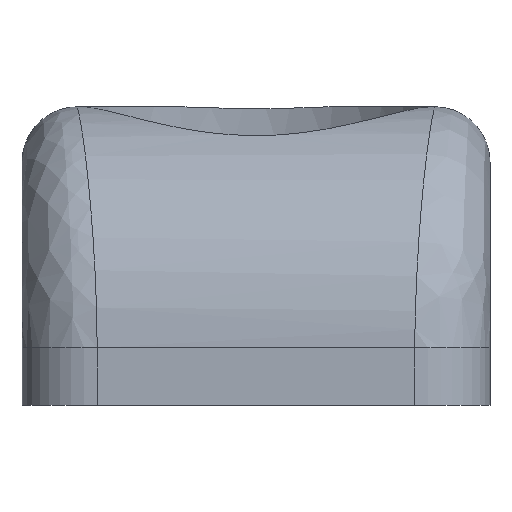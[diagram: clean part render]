
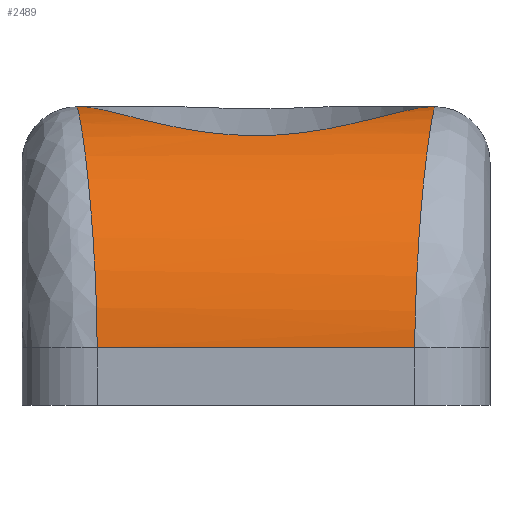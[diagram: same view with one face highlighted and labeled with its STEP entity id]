
A CAD part, front view. The second image highlights one B-rep face of the part: STEP entity #2489.
In plain terms, the highlighted cylindrical face has radius 8.5 mm (diameter 17 mm), a partial arc.
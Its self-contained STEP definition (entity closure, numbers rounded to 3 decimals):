
#67=CYLINDRICAL_SURFACE('',#2648,8.5);
#233=B_SPLINE_CURVE_WITH_KNOTS('',3,(#3814,#3815,#3816,#3817,#3818,#3819,
#3820,#3821),.UNSPECIFIED.,.F.,.F.,(4,1,1,1,1,4),(0.,0.143,
0.286,0.571,0.857,1.),.UNSPECIFIED.);
#236=B_SPLINE_CURVE_WITH_KNOTS('',3,(#3901,#3902,#3903,#3904,#3905,#3906,
#3907,#3908),.UNSPECIFIED.,.F.,.F.,(4,1,1,1,1,4),(0.,0.143,
0.286,0.571,0.857,1.),.UNSPECIFIED.);
#237=B_SPLINE_CURVE_WITH_KNOTS('',3,(#3919,#3920,#3921,#3922,#3923,#3924,
#3925,#3926,#3927,#3928,#3929,#3930,#3931,#3932,#3933,#3934,#3935,#3936,
#3937,#3938,#3939,#3940,#3941),.UNSPECIFIED.,.F.,.F.,(4,2,2,2,2,3,2,2,2,
2,4),(3.672,3.702,3.821,3.94,
4.185,4.43,4.675,4.92,5.038,
5.157,5.187),.UNSPECIFIED.);
#358=FACE_OUTER_BOUND('',#510,.T.);
#510=EDGE_LOOP('',(#1746,#1747,#1748,#1749,#1750,#1751));
#714=LINE('',#3942,#884);
#715=LINE('',#3943,#885);
#716=LINE('',#3944,#886);
#884=VECTOR('',#3042,10.);
#885=VECTOR('',#3043,10.);
#886=VECTOR('',#3044,10.);
#1026=VERTEX_POINT('',#3812);
#1027=VERTEX_POINT('',#3813);
#1034=VERTEX_POINT('',#3898);
#1035=VERTEX_POINT('',#3900);
#1038=VERTEX_POINT('',#3917);
#1039=VERTEX_POINT('',#3918);
#1294=EDGE_CURVE('',#1026,#1027,#233,.F.);
#1303=EDGE_CURVE('',#1035,#1034,#236,.F.);
#1308=EDGE_CURVE('',#1038,#1039,#237,.T.);
#1309=EDGE_CURVE('',#1039,#1035,#714,.T.);
#1310=EDGE_CURVE('',#1034,#1026,#715,.T.);
#1311=EDGE_CURVE('',#1027,#1038,#716,.T.);
#1746=ORIENTED_EDGE('',*,*,#1308,.T.);
#1747=ORIENTED_EDGE('',*,*,#1309,.T.);
#1748=ORIENTED_EDGE('',*,*,#1303,.T.);
#1749=ORIENTED_EDGE('',*,*,#1310,.T.);
#1750=ORIENTED_EDGE('',*,*,#1294,.T.);
#1751=ORIENTED_EDGE('',*,*,#1311,.T.);
#2489=ADVANCED_FACE('',(#358),#67,.T.);
#2648=AXIS2_PLACEMENT_3D('',#3916,#3040,#3041);
#3040=DIRECTION('center_axis',(1.,0.,0.));
#3041=DIRECTION('ref_axis',(0.,-0.707,0.707));
#3042=DIRECTION('',(-1.,0.,0.));
#3043=DIRECTION('',(1.,0.,0.));
#3044=DIRECTION('',(-1.,0.,0.));
#3812=CARTESIAN_POINT('',(5.6,-11.6,-6.98));
#3813=CARTESIAN_POINT('',(6.3,-3.1,1.52));
#3814=CARTESIAN_POINT('Ctrl Pts',(6.3,-3.1,1.52));
#3815=CARTESIAN_POINT('Ctrl Pts',(6.3,-3.644,1.52));
#3816=CARTESIAN_POINT('Ctrl Pts',(6.271,-4.739,1.416));
#3817=CARTESIAN_POINT('Ctrl Pts',(6.133,-7.02,0.741));
#3818=CARTESIAN_POINT('Ctrl Pts',(5.867,-9.837,-1.235));
#3819=CARTESIAN_POINT('Ctrl Pts',(5.643,-11.418,-4.468));
#3820=CARTESIAN_POINT('Ctrl Pts',(5.6,-11.6,-6.37));
#3821=CARTESIAN_POINT('Ctrl Pts',(5.6,-11.6,-6.98));
#3898=CARTESIAN_POINT('',(-5.6,-11.6,-6.98));
#3900=CARTESIAN_POINT('',(-6.3,-3.1,1.52));
#3901=CARTESIAN_POINT('Ctrl Pts',(-5.6,-11.6,-6.98));
#3902=CARTESIAN_POINT('Ctrl Pts',(-5.6,-11.6,-6.37));
#3903=CARTESIAN_POINT('Ctrl Pts',(-5.629,-11.466,-5.106));
#3904=CARTESIAN_POINT('Ctrl Pts',(-5.767,-10.576,-2.523));
#3905=CARTESIAN_POINT('Ctrl Pts',(-6.033,-8.238,0.195));
#3906=CARTESIAN_POINT('Ctrl Pts',(-6.257,-5.272,1.372));
#3907=CARTESIAN_POINT('Ctrl Pts',(-6.3,-3.644,1.52));
#3908=CARTESIAN_POINT('Ctrl Pts',(-6.3,-3.1,1.52));
#3916=CARTESIAN_POINT('Origin',(4.125,-3.1,-6.98));
#3917=CARTESIAN_POINT('',(6.261,-3.1,1.52));
#3918=CARTESIAN_POINT('',(-6.261,-3.1,1.52));
#3919=CARTESIAN_POINT('Ctrl Pts',(6.261,-3.1,1.52));
#3920=CARTESIAN_POINT('Ctrl Pts',(6.215,-3.193,1.52));
#3921=CARTESIAN_POINT('Ctrl Pts',(6.167,-3.285,1.518));
#3922=CARTESIAN_POINT('Ctrl Pts',(5.93,-3.722,1.504));
#3923=CARTESIAN_POINT('Ctrl Pts',(5.697,-4.086,1.47));
#3924=CARTESIAN_POINT('Ctrl Pts',(5.173,-4.764,1.363));
#3925=CARTESIAN_POINT('Ctrl Pts',(4.882,-5.077,1.291));
#3926=CARTESIAN_POINT('Ctrl Pts',(4.004,-5.883,1.071));
#3927=CARTESIAN_POINT('Ctrl Pts',(3.275,-6.354,0.88));
#3928=CARTESIAN_POINT('Ctrl Pts',(1.681,-6.978,0.591));
#3929=CARTESIAN_POINT('Ctrl Pts',(0.817,-7.132,0.503));
#3930=CARTESIAN_POINT('Ctrl Pts',(0.,-7.132,0.503));
#3931=CARTESIAN_POINT('Ctrl Pts',(-0.817,-7.132,
0.503));
#3932=CARTESIAN_POINT('Ctrl Pts',(-1.681,-6.978,0.591));
#3933=CARTESIAN_POINT('Ctrl Pts',(-3.275,-6.354,0.88));
#3934=CARTESIAN_POINT('Ctrl Pts',(-4.004,-5.883,1.071));
#3935=CARTESIAN_POINT('Ctrl Pts',(-4.882,-5.077,1.291));
#3936=CARTESIAN_POINT('Ctrl Pts',(-5.173,-4.764,1.363));
#3937=CARTESIAN_POINT('Ctrl Pts',(-5.697,-4.086,1.47));
#3938=CARTESIAN_POINT('Ctrl Pts',(-5.93,-3.722,1.504));
#3939=CARTESIAN_POINT('Ctrl Pts',(-6.167,-3.285,1.518));
#3940=CARTESIAN_POINT('Ctrl Pts',(-6.215,-3.193,1.52));
#3941=CARTESIAN_POINT('Ctrl Pts',(-6.261,-3.1,1.52));
#3942=CARTESIAN_POINT('',(4.125,-3.1,1.52));
#3943=CARTESIAN_POINT('',(4.125,-11.6,-6.98));
#3944=CARTESIAN_POINT('',(4.125,-3.1,1.52));
